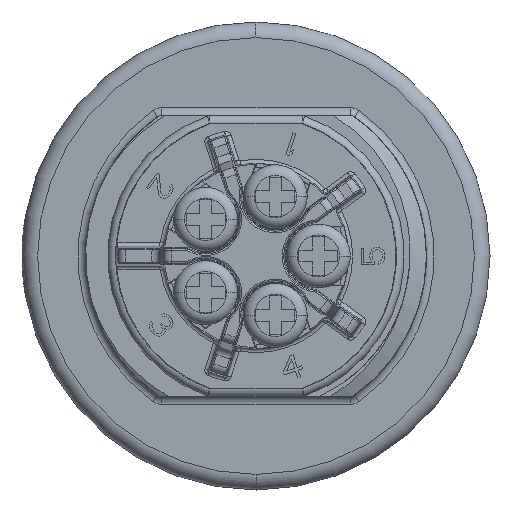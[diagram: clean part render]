
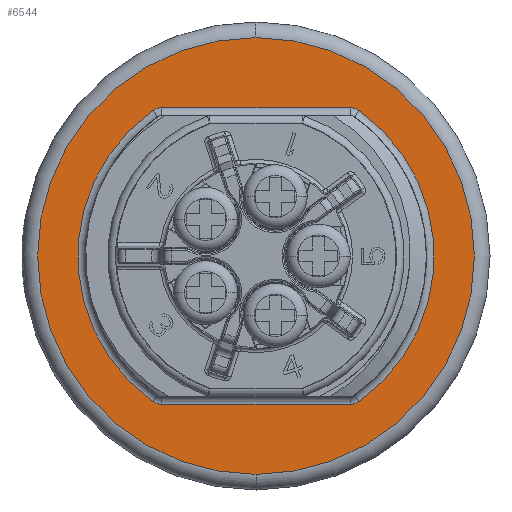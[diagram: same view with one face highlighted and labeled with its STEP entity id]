
A CAD part, front view. The second image highlights one B-rep face of the part: STEP entity #6544.
In plain terms, the highlighted planar face has unit normal (0, -1, 0).
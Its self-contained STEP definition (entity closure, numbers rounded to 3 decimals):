
#1343=CARTESIAN_POINT('',(0.,-2.,0.));
#1344=DIRECTION('',(0.,-1.,0.));
#1345=DIRECTION('',(-0.579,0.,0.815));
#1346=AXIS2_PLACEMENT_3D('',#1343,#1344,#1345);
#1348=CARTESIAN_POINT('',(-6.036,-2.,-8.5));
#1349=DIRECTION('',(0.,1.,0.));
#1350=DIRECTION('',(0.,0.,-1.));
#1351=AXIS2_PLACEMENT_3D('',#1348,#1349,#1350);
#1353=DIRECTION('',(-1.,0.,0.));
#1354=VECTOR('',#1353,12.072);
#1355=CARTESIAN_POINT('',(6.036,-2.,-9.5));
#1356=LINE('',#1355,#1354);
#1357=CARTESIAN_POINT('',(6.036,-2.,-8.5));
#1358=DIRECTION('',(0.,1.,0.));
#1359=DIRECTION('',(0.579,0.,-0.815));
#1360=AXIS2_PLACEMENT_3D('',#1357,#1358,#1359);
#1362=CARTESIAN_POINT('',(0.,-2.,0.));
#1363=DIRECTION('',(0.,-1.,0.));
#1364=DIRECTION('',(0.579,0.,-0.815));
#1365=AXIS2_PLACEMENT_3D('',#1362,#1363,#1364);
#1367=CARTESIAN_POINT('',(6.036,-2.,8.5));
#1368=DIRECTION('',(0.,1.,0.));
#1369=DIRECTION('',(0.,0.,1.));
#1370=AXIS2_PLACEMENT_3D('',#1367,#1368,#1369);
#1372=DIRECTION('',(-1.,0.,0.));
#1373=VECTOR('',#1372,12.072);
#1374=CARTESIAN_POINT('',(6.036,-2.,9.5));
#1375=LINE('',#1374,#1373);
#1376=CARTESIAN_POINT('',(-6.036,-2.,8.5));
#1377=DIRECTION('',(0.,1.,0.));
#1378=DIRECTION('',(-0.579,0.,0.815));
#1379=AXIS2_PLACEMENT_3D('',#1376,#1377,#1378);
#1381=CARTESIAN_POINT('',(0.,-2.,0.));
#1382=DIRECTION('',(0.,1.,0.));
#1383=DIRECTION('',(0.,0.,-1.));
#1384=AXIS2_PLACEMENT_3D('',#1381,#1382,#1383);
#1386=CARTESIAN_POINT('',(0.,-2.,0.));
#1387=DIRECTION('',(0.,1.,0.));
#1388=DIRECTION('',(0.,0.,1.));
#1389=AXIS2_PLACEMENT_3D('',#1386,#1387,#1388);
#4303=CARTESIAN_POINT('',(-6.615,-2.,9.315));
#4304=CARTESIAN_POINT('',(-6.615,-2.,-9.315));
#4305=VERTEX_POINT('',#4303);
#4306=VERTEX_POINT('',#4304);
#4315=CARTESIAN_POINT('',(6.036,-2.,9.5));
#4316=CARTESIAN_POINT('',(-6.036,-2.,9.5));
#4317=VERTEX_POINT('',#4315);
#4318=VERTEX_POINT('',#4316);
#4319=CARTESIAN_POINT('',(6.615,-2.,-9.315));
#4320=CARTESIAN_POINT('',(6.615,-2.,9.315));
#4321=VERTEX_POINT('',#4319);
#4322=VERTEX_POINT('',#4320);
#4331=CARTESIAN_POINT('',(6.036,-2.,-9.5));
#4332=CARTESIAN_POINT('',(-6.036,-2.,-9.5));
#4333=VERTEX_POINT('',#4331);
#4334=VERTEX_POINT('',#4332);
#4365=CARTESIAN_POINT('',(0.,-2.,-14.));
#4366=CARTESIAN_POINT('',(0.,-2.,14.));
#4367=VERTEX_POINT('',#4365);
#4368=VERTEX_POINT('',#4366);
#6517=CARTESIAN_POINT('',(0.,-2.,0.));
#6518=DIRECTION('',(0.,-1.,0.));
#6519=DIRECTION('',(0.,0.,1.));
#6520=AXIS2_PLACEMENT_3D('',#6517,#6518,#6519);
#6521=PLANE('',#6520);
#6522=ORIENTED_EDGE('',*,*,#5943,.T.);
#6523=ORIENTED_EDGE('',*,*,#5958,.T.);
#6524=EDGE_LOOP('',(#6522,#6523));
#6525=FACE_OUTER_BOUND('',#6524,.F.);
#6527=ORIENTED_EDGE('',*,*,#6526,.T.);
#6529=ORIENTED_EDGE('',*,*,#6528,.F.);
#6531=ORIENTED_EDGE('',*,*,#6530,.F.);
#6533=ORIENTED_EDGE('',*,*,#6532,.F.);
#6535=ORIENTED_EDGE('',*,*,#6534,.T.);
#6537=ORIENTED_EDGE('',*,*,#6536,.F.);
#6539=ORIENTED_EDGE('',*,*,#6538,.T.);
#6541=ORIENTED_EDGE('',*,*,#6540,.F.);
#6542=EDGE_LOOP('',(#6527,#6529,#6531,#6533,#6535,#6537,#6539,#6541));
#6543=FACE_BOUND('',#6542,.F.);
#6544=ADVANCED_FACE('',(#6525,#6543),#6521,.T.);
#1347=CIRCLE('',#1346,11.425);
#1352=CIRCLE('',#1351,1.);
#1361=CIRCLE('',#1360,1.);
#1366=CIRCLE('',#1365,11.425);
#1371=CIRCLE('',#1370,1.);
#1380=CIRCLE('',#1379,1.);
#1385=CIRCLE('',#1384,14.);
#1390=CIRCLE('',#1389,14.);
#5943=EDGE_CURVE('',#4367,#4368,#1385,.T.);
#5958=EDGE_CURVE('',#4368,#4367,#1390,.T.);
#6526=EDGE_CURVE('',#4305,#4306,#1347,.T.);
#6528=EDGE_CURVE('',#4334,#4306,#1352,.T.);
#6530=EDGE_CURVE('',#4333,#4334,#1356,.T.);
#6532=EDGE_CURVE('',#4321,#4333,#1361,.T.);
#6534=EDGE_CURVE('',#4321,#4322,#1366,.T.);
#6536=EDGE_CURVE('',#4317,#4322,#1371,.T.);
#6538=EDGE_CURVE('',#4317,#4318,#1375,.T.);
#6540=EDGE_CURVE('',#4305,#4318,#1380,.T.);
